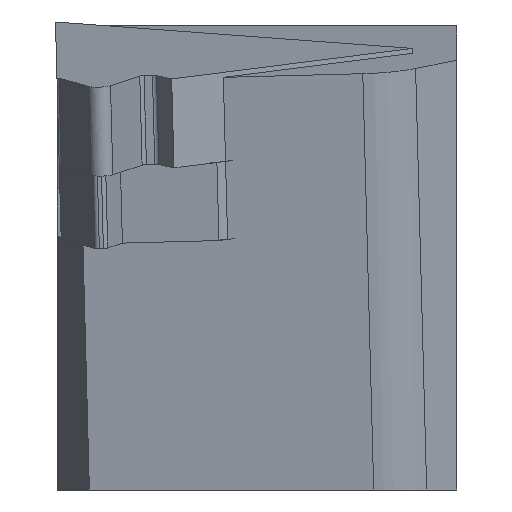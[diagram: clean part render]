
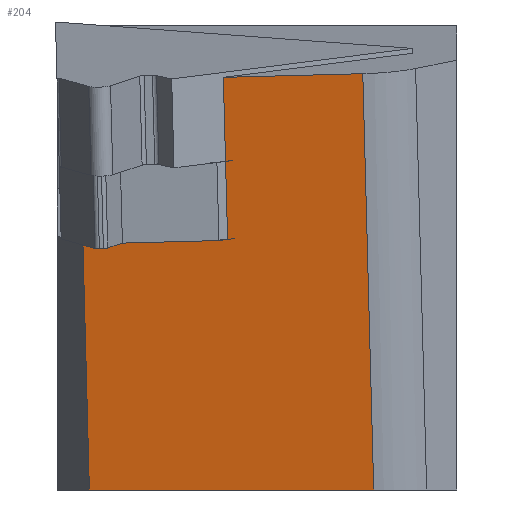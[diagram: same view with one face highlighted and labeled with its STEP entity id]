
A CAD part, left-side view. The second image highlights one B-rep face of the part: STEP entity #204.
In plain terms, the highlighted planar face has unit normal (-0.985, -0.004, -0.174).
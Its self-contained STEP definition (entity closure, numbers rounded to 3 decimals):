
#204=ADVANCED_FACE('',(#278),#244,.F.);
#244=PLANE('',#929);
#278=FACE_OUTER_BOUND('',#321,.T.);
#321=EDGE_LOOP('',(#411,#412,#413,#414,#415,#416));
#411=ORIENTED_EDGE('',*,*,#668,.T.);
#412=ORIENTED_EDGE('',*,*,#669,.F.);
#413=ORIENTED_EDGE('',*,*,#647,.F.);
#414=ORIENTED_EDGE('',*,*,#670,.T.);
#415=ORIENTED_EDGE('',*,*,#664,.F.);
#416=ORIENTED_EDGE('',*,*,#671,.T.);
#575=VERTEX_POINT('',#1219);
#576=VERTEX_POINT('',#1221);
#586=VERTEX_POINT('',#1254);
#587=VERTEX_POINT('',#1256);
#589=VERTEX_POINT('',#1263);
#590=VERTEX_POINT('',#1264);
#647=EDGE_CURVE('',#575,#576,#751,.T.);
#664=EDGE_CURVE('',#586,#587,#764,.T.);
#668=EDGE_CURVE('',#589,#590,#767,.T.);
#669=EDGE_CURVE('',#576,#590,#768,.T.);
#670=EDGE_CURVE('',#575,#587,#769,.T.);
#671=EDGE_CURVE('',#586,#589,#770,.T.);
#751=LINE('',#1220,#838);
#764=LINE('',#1255,#851);
#767=LINE('',#1262,#854);
#768=LINE('',#1265,#855);
#769=LINE('',#1266,#856);
#770=LINE('',#1267,#857);
#838=VECTOR('',#998,1.);
#851=VECTOR('',#1033,1.);
#854=VECTOR('',#1040,1.);
#855=VECTOR('',#1041,1.);
#856=VECTOR('',#1042,1.);
#857=VECTOR('',#1043,1.);
#929=AXIS2_PLACEMENT_3D('',#1268,#1044,#1045);
#998=DIRECTION('',(-0.005,1.,0.));
#1033=DIRECTION('',(0.,-1.,0.026));
#1040=DIRECTION('',(0.,1.,-0.026));
#1041=DIRECTION('',(-0.174,0.026,0.984));
#1042=DIRECTION('',(-0.174,0.026,0.984));
#1043=DIRECTION('',(0.174,-0.026,-0.984));
#1044=DIRECTION('',(0.985,0.005,0.174));
#1045=DIRECTION('',(0.174,0.,-0.985));
#1219=CARTESIAN_POINT('',(5.56,-12.681,-16.));
#1220=CARTESIAN_POINT('',(5.509,-1.635,-16.));
#1221=CARTESIAN_POINT('',(5.508,-1.285,-16.));
#1254=CARTESIAN_POINT('',(2.617,-6.655,0.539));
#1255=CARTESIAN_POINT('',(2.617,-0.856,0.387));
#1256=CARTESIAN_POINT('',(2.617,-12.244,0.685));
#1262=CARTESIAN_POINT('',(3.763,-5.149,-6.003));
#1263=CARTESIAN_POINT('',(3.763,-6.825,-5.959));
#1264=CARTESIAN_POINT('',(3.763,-1.026,-6.11));
#1265=CARTESIAN_POINT('',(7.792,-1.624,-28.95));
#1266=CARTESIAN_POINT('',(7.792,-13.012,-28.652));
#1267=CARTESIAN_POINT('',(3.763,-6.825,-5.959));
#1268=CARTESIAN_POINT('',(7.792,-1.624,-28.95));
